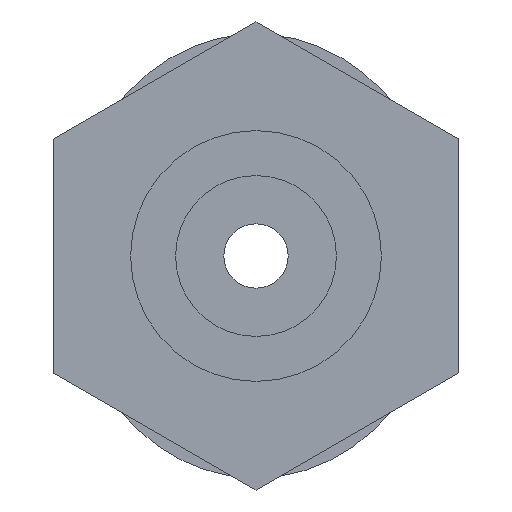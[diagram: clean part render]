
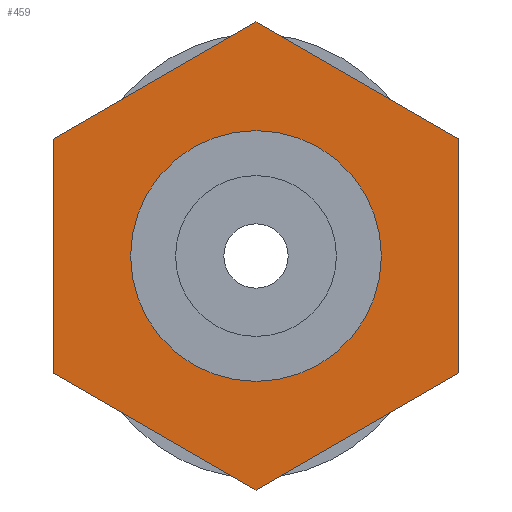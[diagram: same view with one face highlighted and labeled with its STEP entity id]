
A CAD part, front view. The second image highlights one B-rep face of the part: STEP entity #459.
In plain terms, the highlighted planar face has unit normal (0, -1, 0).
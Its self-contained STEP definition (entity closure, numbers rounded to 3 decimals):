
#23=LINE('',#613,#41);
#27=LINE('',#622,#45);
#30=LINE('',#628,#48);
#33=LINE('',#634,#51);
#36=LINE('',#640,#54);
#39=LINE('',#646,#57);
#41=VECTOR('',#524,1000.);
#45=VECTOR('',#530,1000.);
#48=VECTOR('',#535,1000.);
#51=VECTOR('',#540,1000.);
#54=VECTOR('',#545,1000.);
#57=VECTOR('',#550,1000.);
#66=PLANE('',#489);
#106=ORIENTED_EDGE('',*,*,#160,.T.);
#107=ORIENTED_EDGE('',*,*,#141,.T.);
#108=ORIENTED_EDGE('',*,*,#145,.T.);
#109=ORIENTED_EDGE('',*,*,#148,.T.);
#110=ORIENTED_EDGE('',*,*,#151,.T.);
#111=ORIENTED_EDGE('',*,*,#154,.T.);
#112=ORIENTED_EDGE('',*,*,#157,.T.);
#141=EDGE_CURVE('',#174,#175,#23,.T.);
#145=EDGE_CURVE('',#175,#178,#27,.T.);
#148=EDGE_CURVE('',#178,#180,#30,.T.);
#151=EDGE_CURVE('',#180,#182,#33,.T.);
#154=EDGE_CURVE('',#182,#184,#36,.T.);
#157=EDGE_CURVE('',#184,#174,#39,.T.);
#160=EDGE_CURVE('',#187,#187,#202,.T.);
#174=VERTEX_POINT('',#614);
#175=VERTEX_POINT('',#615);
#178=VERTEX_POINT('',#623);
#180=VERTEX_POINT('',#629);
#182=VERTEX_POINT('',#635);
#184=VERTEX_POINT('',#641);
#187=VERTEX_POINT('',#653);
#202=CIRCLE('',#490,3.9);
#222=EDGE_LOOP('',(#106));
#223=EDGE_LOOP('',(#107,#108,#109,#110,#111,#112));
#260=FACE_BOUND('',#222,.T.);
#261=FACE_BOUND('',#223,.T.);
#459=ADVANCED_FACE('',(#260,#261),#66,.T.);
#489=AXIS2_PLACEMENT_3D('',#651,#556,#557);
#490=AXIS2_PLACEMENT_3D('',#652,#558,#559);
#524=DIRECTION('',(0.,0.,-1.));
#530=DIRECTION('',(0.866,0.,-0.5));
#535=DIRECTION('',(0.866,0.,0.5));
#540=DIRECTION('',(0.,0.,1.));
#545=DIRECTION('',(-0.866,0.,0.5));
#550=DIRECTION('',(-0.866,0.,-0.5));
#556=DIRECTION('',(0.,-1.,0.));
#557=DIRECTION('',(0.,0.,-1.));
#558=DIRECTION('',(0.,1.,0.));
#559=DIRECTION('',(1.,0.,0.));
#613=CARTESIAN_POINT('',(-6.3,0.,3.637));
#614=CARTESIAN_POINT('',(-6.3,0.,3.637));
#615=CARTESIAN_POINT('',(-6.3,0.,-3.637));
#622=CARTESIAN_POINT('',(-6.3,0.,-3.637));
#623=CARTESIAN_POINT('',(0.,0.,-7.275));
#628=CARTESIAN_POINT('',(0.,0.,-7.275));
#629=CARTESIAN_POINT('',(6.3,0.,-3.637));
#634=CARTESIAN_POINT('',(6.3,0.,-3.637));
#635=CARTESIAN_POINT('',(6.3,0.,3.637));
#640=CARTESIAN_POINT('',(6.3,0.,3.637));
#641=CARTESIAN_POINT('',(0.,0.,7.275));
#646=CARTESIAN_POINT('',(0.,0.,7.275));
#651=CARTESIAN_POINT('',(0.,0.,0.));
#652=CARTESIAN_POINT('',(0.,0.,0.));
#653=CARTESIAN_POINT('',(3.9,0.,0.));
